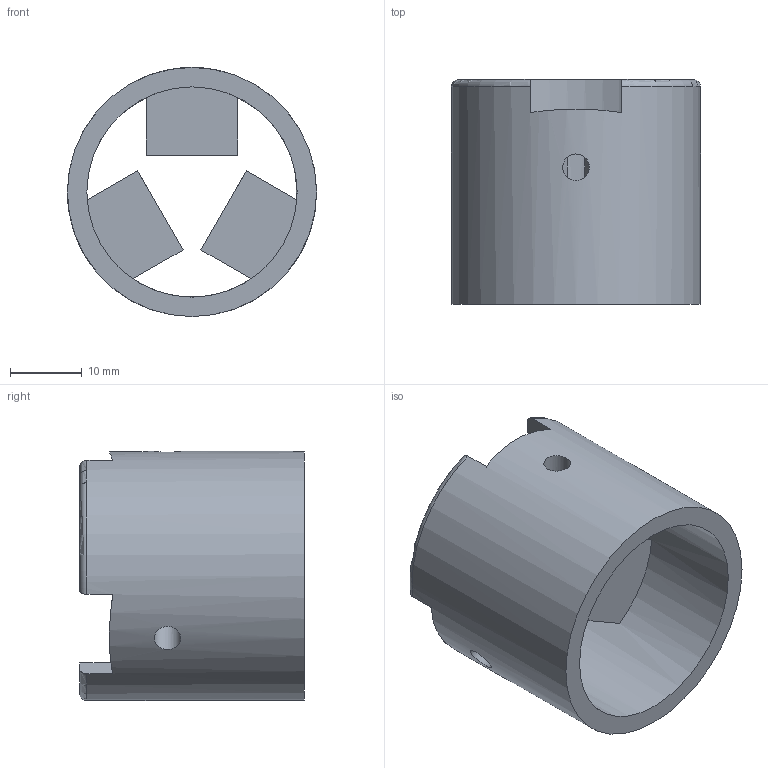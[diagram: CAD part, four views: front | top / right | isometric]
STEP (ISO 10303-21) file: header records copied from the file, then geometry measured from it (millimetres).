
FILE_DESCRIPTION(/* description */ (''),/* implementation_level */ '2;1');
FILE_NAME(/* name */ 'MOTTetrahedralMirrorMount.step',/* time_stamp */ '2022-01-20T15:15:00-05:00',/* author */ (''),/* organization */ (''),/* preprocessor_version */ 'ST-DEVELOPER v18.1',/* originating_system */ 'Autodesk Translation Framework v10.10.0.1391',/* authorisation */ '');
FILE_SCHEMA (('AUTOMOTIVE_DESIGN { 1 0 10303 214 3 1 1 }'));
Length unit declared in the file: millimetre
Products named in the file (1): Mirror Mount
Bounding box: 34.6 x 31.2 x 34.6 mm (x, y, z)
Volume: 10574.2 mm3; surface area: 7822.3 mm2
Topology: 1 solids, 1 shells, 33 faces, 90 edges, 58 vertices
Faces by surface type: plane 25, cylinder 5, torus 3
Full cylindrical faces by diameter (mm): 3.7 x3, 29.21 x1, 34.6 x1
Entity records: 1222 total; most frequent: CARTESIAN_POINT 335, ORIENTED_EDGE 180, DIRECTION 171, EDGE_CURVE 90, LINE 59, VECTOR 59, VERTEX_POINT 58, AXIS2_PLACEMENT_3D 56
